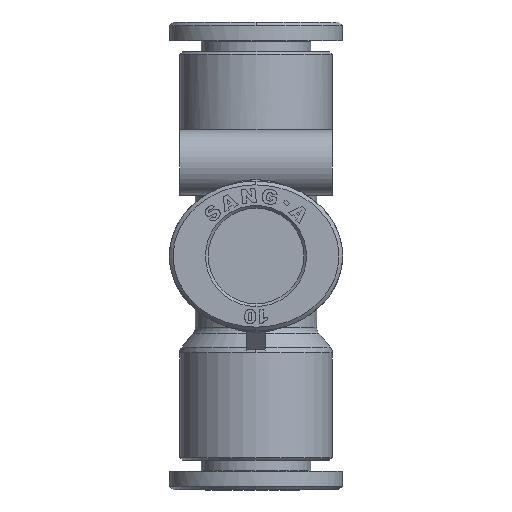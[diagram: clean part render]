
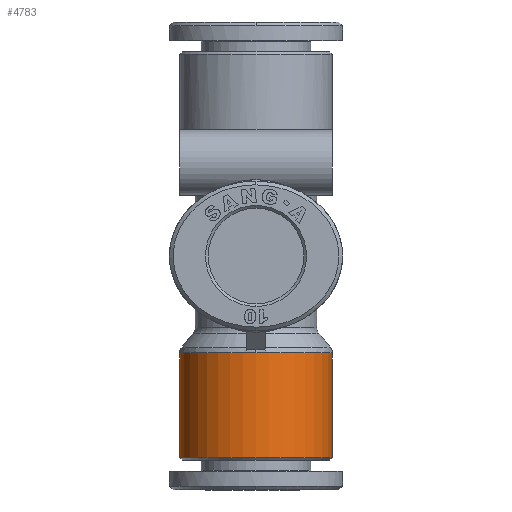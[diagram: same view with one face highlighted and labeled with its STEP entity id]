
A CAD part, left-side view. The second image highlights one B-rep face of the part: STEP entity #4783.
In plain terms, the highlighted cylindrical face has radius 8.15 mm (diameter 16.3 mm), a partial arc.
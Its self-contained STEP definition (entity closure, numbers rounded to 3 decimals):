
#122 = DIRECTION ( 'NONE',  ( 0., 0., -1. ) ) ;
#618 = CARTESIAN_POINT ( 'NONE',  ( -9.233, 8.15, 15. ) ) ;
#646 = EDGE_CURVE ( 'NONE', #8762, #3308, #52252, .T. ) ;
#3308 = VERTEX_POINT ( 'NONE', #50926 ) ;
#4783 = ADVANCED_FACE ( 'NONE', ( #23761 ), #28652, .T. ) ;
#5283 = CARTESIAN_POINT ( 'NONE',  ( -9.233, -8.15, 10.359 ) ) ;
#8762 = VERTEX_POINT ( 'NONE', #5283 ) ;
#14012 = AXIS2_PLACEMENT_3D ( 'NONE', #30329, #16883, #26208 ) ;
#14761 = VECTOR ( 'NONE', #24027, 1000. ) ;
#15707 = DIRECTION ( 'NONE',  ( 0., 0., 1. ) ) ;
#16883 = DIRECTION ( 'NONE',  ( 0., 0., 1. ) ) ;
#17509 = VECTOR ( 'NONE', #31956, 1000. ) ;
#17908 = CARTESIAN_POINT ( 'NONE',  ( -9.233, 0., 15. ) ) ;
#18034 = CIRCLE ( 'NONE', #14012, 8.15 ) ;
#20577 = CARTESIAN_POINT ( 'NONE',  ( -9.233, 0., 10.359 ) ) ;
#21827 = CARTESIAN_POINT ( 'NONE',  ( -9.233, 8.15, 10.359 ) ) ;
#23761 = FACE_OUTER_BOUND ( 'NONE', #42975, .T. ) ;
#24027 = DIRECTION ( 'NONE',  ( 0., 0., -1. ) ) ;
#25812 = VERTEX_POINT ( 'NONE', #47986 ) ;
#26208 = DIRECTION ( 'NONE',  ( 1., 0., 0. ) ) ;
#26411 = EDGE_CURVE ( 'NONE', #3308, #38898, #50003, .T. ) ;
#28055 = VERTEX_POINT ( 'NONE', #48901 ) ;
#28641 = EDGE_CURVE ( 'NONE', #25812, #38898, #55279, .T. ) ;
#28652 = CYLINDRICAL_SURFACE ( 'NONE', #51400, 8.15 ) ;
#30329 = CARTESIAN_POINT ( 'NONE',  ( -9.233, 0., 21.55 ) ) ;
#30677 = EDGE_CURVE ( 'NONE', #28055, #8762, #33572, .T. ) ;
#30978 = AXIS2_PLACEMENT_3D ( 'NONE', #20577, #15707, #42027 ) ;
#31956 = DIRECTION ( 'NONE',  ( 0., 0., -1. ) ) ;
#32141 = CARTESIAN_POINT ( 'NONE',  ( -9.233, -8.15, 15. ) ) ;
#32870 = DIRECTION ( 'NONE',  ( 0., 1., 0. ) ) ;
#32973 = EDGE_CURVE ( 'NONE', #28055, #25812, #18034, .T. ) ;
#33155 = ORIENTED_EDGE ( 'NONE', *, *, #646, .T. ) ;
#33572 = LINE ( 'NONE', #32141, #17509 ) ;
#35399 = DIRECTION ( 'NONE',  ( 0., 0., 1. ) ) ;
#36980 = ORIENTED_EDGE ( 'NONE', *, *, #28641, .F. ) ;
#38898 = VERTEX_POINT ( 'NONE', #21827 ) ;
#39978 = AXIS2_PLACEMENT_3D ( 'NONE', #57505, #35399, #48515 ) ;
#41276 = ORIENTED_EDGE ( 'NONE', *, *, #26411, .T. ) ;
#42027 = DIRECTION ( 'NONE',  ( 0., 1., 0. ) ) ;
#42975 = EDGE_LOOP ( 'NONE', ( #47554, #55812, #33155, #41276, #36980 ) ) ;
#47554 = ORIENTED_EDGE ( 'NONE', *, *, #32973, .F. ) ;
#47986 = CARTESIAN_POINT ( 'NONE',  ( -9.233, 8.15, 21.55 ) ) ;
#48515 = DIRECTION ( 'NONE',  ( 0., 1., 0. ) ) ;
#48901 = CARTESIAN_POINT ( 'NONE',  ( -9.233, -8.15, 21.55 ) ) ;
#50003 = CIRCLE ( 'NONE', #30978, 8.15 ) ;
#50926 = CARTESIAN_POINT ( 'NONE',  ( -1.083, 0., 10.359 ) ) ;
#51400 = AXIS2_PLACEMENT_3D ( 'NONE', #17908, #122, #32870 ) ;
#52252 = CIRCLE ( 'NONE', #39978, 8.15 ) ;
#55279 = LINE ( 'NONE', #618, #14761 ) ;
#55812 = ORIENTED_EDGE ( 'NONE', *, *, #30677, .T. ) ;
#57505 = CARTESIAN_POINT ( 'NONE',  ( -9.233, 0., 10.359 ) ) ;
